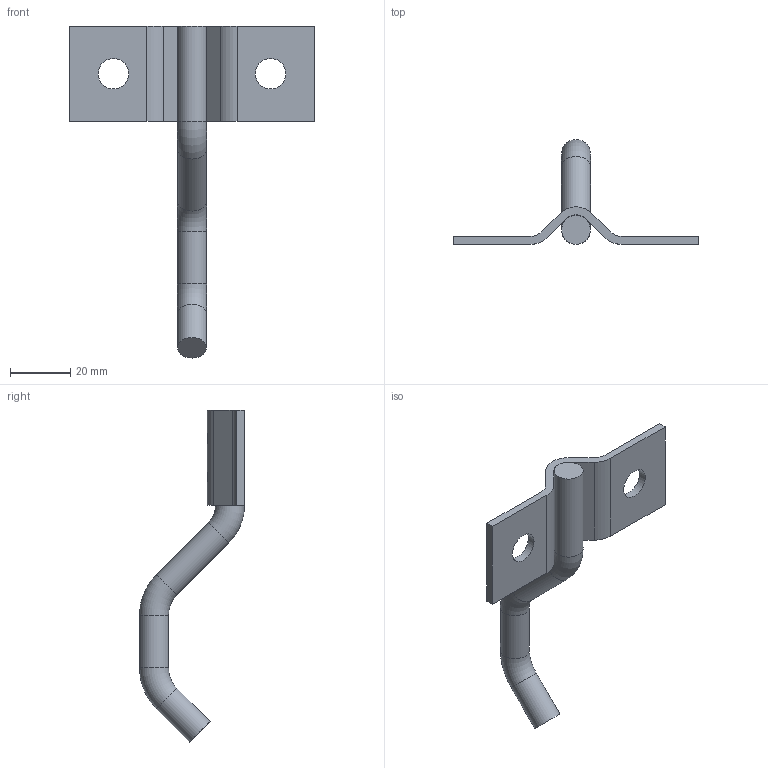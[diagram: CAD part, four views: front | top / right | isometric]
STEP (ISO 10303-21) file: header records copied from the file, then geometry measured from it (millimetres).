
FILE_DESCRIPTION(/* description */ (''),/* implementation_level */ '2;1');
FILE_NAME(/* name */ '6603-50.stp',/* time_stamp */ '2020-11-24T14:21:35-05:00',/* author */ ('jenniferk'),/* organization */ (''),/* preprocessor_version */ 'ST-DEVELOPER v18.1',/* originating_system */ 'Autodesk Inventor 2020',/* authorisation */ '');
FILE_SCHEMA (('AUTOMOTIVE_DESIGN { 1 0 10303 214 3 1 1 }'));
Length unit declared in the file: inch
Products named in the file (1): 6603-50_Shrinkwrap_1
Bounding box: 81.28 x 34.95 x 110.49 mm (x, y, z)
Volume: 15947.5 mm3; surface area: 9972.6 mm2
Topology: 2 solids, 2 shells, 43 faces, 105 edges, 70 vertices
Faces by surface type: plane 26, cylinder 12, torus 3, cone 2
Full cylindrical faces by diameter (mm): 9.652 x4, 10.16 x2
Entity records: 1440 total; most frequent: CARTESIAN_POINT 289, DIRECTION 226, ORIENTED_EDGE 210, EDGE_CURVE 105, AXIS2_PLACEMENT_3D 81, VERTEX_POINT 70, LINE 64, VECTOR 64
